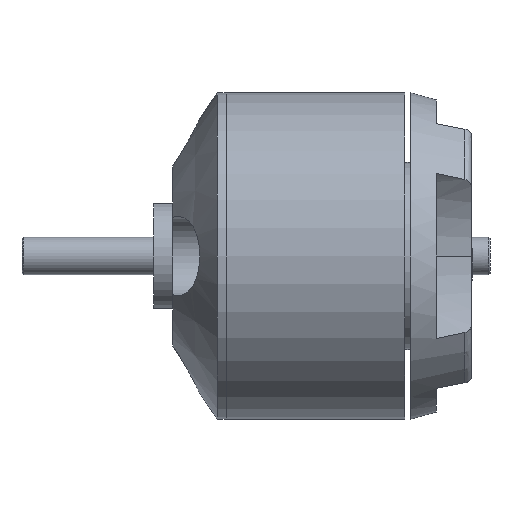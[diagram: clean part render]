
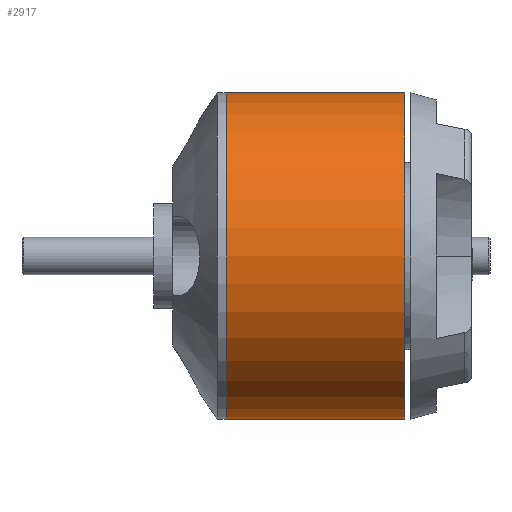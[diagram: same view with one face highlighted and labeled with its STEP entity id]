
A CAD part, left-side view. The second image highlights one B-rep face of the part: STEP entity #2917.
In plain terms, the highlighted cylindrical face has radius 13.95 mm (diameter 27.9 mm), a partial arc.
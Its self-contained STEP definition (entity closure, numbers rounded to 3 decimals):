
#138 = AXIS2_PLACEMENT_3D ( 'NONE', #10219, #4565, #11155 ) ;
#185 = ORIENTED_EDGE ( 'NONE', *, *, #8015, .T. ) ;
#873 = VERTEX_POINT ( 'NONE', #8504 ) ;
#1793 = CARTESIAN_POINT ( 'NONE',  ( 0., 7.294, 13.95 ) ) ;
#2204 = DIRECTION ( 'NONE',  ( 0., -1., 0. ) ) ;
#2227 = LINE ( 'NONE', #11373, #4726 ) ;
#2580 = CARTESIAN_POINT ( 'NONE',  ( 0., 22.513, -13.95 ) ) ;
#2917 = ADVANCED_FACE ( 'NONE', ( #7050 ), #3375, .T. ) ;
#3151 = DIRECTION ( 'NONE',  ( 0., -1., 0. ) ) ;
#3282 = VECTOR ( 'NONE', #9094, 1000. ) ;
#3375 = CYLINDRICAL_SURFACE ( 'NONE', #8349, 13.95 ) ;
#3727 = VERTEX_POINT ( 'NONE', #2580 ) ;
#4080 = CARTESIAN_POINT ( 'NONE',  ( 0., 0., 0. ) ) ;
#4381 = CARTESIAN_POINT ( 'NONE',  ( 0., 0., 13.95 ) ) ;
#4565 = DIRECTION ( 'NONE',  ( 0., -1., 0. ) ) ;
#4726 = VECTOR ( 'NONE', #4801, 1000. ) ;
#4801 = DIRECTION ( 'NONE',  ( 0., -1., 0. ) ) ;
#5213 = ORIENTED_EDGE ( 'NONE', *, *, #5630, .F. ) ;
#5630 = EDGE_CURVE ( 'NONE', #873, #10599, #10480, .T. ) ;
#5770 = ORIENTED_EDGE ( 'NONE', *, *, #9656, .F. ) ;
#5847 = EDGE_CURVE ( 'NONE', #3727, #6393, #2227, .T. ) ;
#6393 = VERTEX_POINT ( 'NONE', #7523 ) ;
#7050 = FACE_OUTER_BOUND ( 'NONE', #7903, .T. ) ;
#7523 = CARTESIAN_POINT ( 'NONE',  ( 0., 7.294, -13.95 ) ) ;
#7854 = CARTESIAN_POINT ( 'NONE',  ( 0., 7.294, 0. ) ) ;
#7903 = EDGE_LOOP ( 'NONE', ( #5213, #185, #9572, #5770 ) ) ;
#8015 = EDGE_CURVE ( 'NONE', #873, #3727, #8145, .T. ) ;
#8145 = CIRCLE ( 'NONE', #138, 13.95 ) ;
#8349 = AXIS2_PLACEMENT_3D ( 'NONE', #4080, #3151, #8816 ) ;
#8504 = CARTESIAN_POINT ( 'NONE',  ( 0., 22.513, 13.95 ) ) ;
#8792 = DIRECTION ( 'NONE',  ( 0., 0., -1. ) ) ;
#8816 = DIRECTION ( 'NONE',  ( 0., 0., -1. ) ) ;
#9094 = DIRECTION ( 'NONE',  ( 0., -1., 0. ) ) ;
#9572 = ORIENTED_EDGE ( 'NONE', *, *, #5847, .T. ) ;
#9656 = EDGE_CURVE ( 'NONE', #10599, #6393, #10442, .T. ) ;
#10219 = CARTESIAN_POINT ( 'NONE',  ( 0., 22.513, 0. ) ) ;
#10442 = CIRCLE ( 'NONE', #11787, 13.95 ) ;
#10480 = LINE ( 'NONE', #4381, #3282 ) ;
#10599 = VERTEX_POINT ( 'NONE', #1793 ) ;
#11155 = DIRECTION ( 'NONE',  ( 0., 0., -1. ) ) ;
#11373 = CARTESIAN_POINT ( 'NONE',  ( 0., 0., -13.95 ) ) ;
#11787 = AXIS2_PLACEMENT_3D ( 'NONE', #7854, #2204, #8792 ) ;
